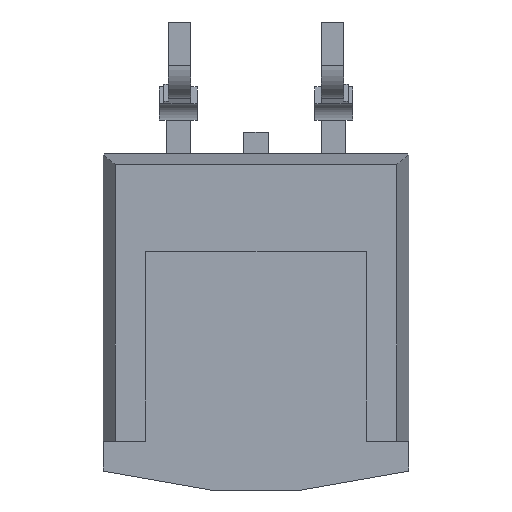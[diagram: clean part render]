
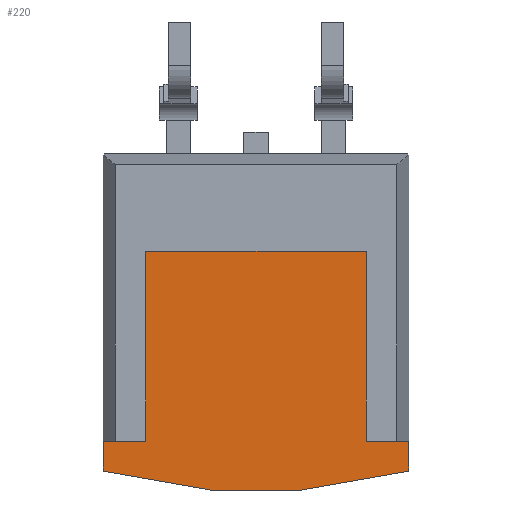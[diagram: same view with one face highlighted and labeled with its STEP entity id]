
A CAD part, front view. The second image highlights one B-rep face of the part: STEP entity #220.
In plain terms, the highlighted planar face has unit normal (0, -1, 0).
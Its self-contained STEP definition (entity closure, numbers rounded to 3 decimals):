
#18 = DIRECTION ( 'NONE',  ( 1., 0., 0. ) ) ;
#23 = ORIENTED_EDGE ( 'NONE', *, *, #1384, .F. ) ;
#126 = CARTESIAN_POINT ( 'NONE',  ( 3.6, 0., -6.053 ) ) ;
#186 = CARTESIAN_POINT ( 'NONE',  ( -3.6, 0., 0.15 ) ) ;
#203 = CARTESIAN_POINT ( 'NONE',  ( 5., 0., -7.033 ) ) ;
#220 = ADVANCED_FACE ( 'NONE', ( #1775 ), #879, .T. ) ;
#268 = EDGE_CURVE ( 'NONE', #1392, #1046, #2140, .T. ) ;
#275 = VECTOR ( 'NONE', #1453, 1000. ) ;
#324 = DIRECTION ( 'NONE',  ( -1., 0., 0. ) ) ;
#376 = VERTEX_POINT ( 'NONE', #1514 ) ;
#386 = LINE ( 'NONE', #1823, #975 ) ;
#401 = VERTEX_POINT ( 'NONE', #1743 ) ;
#526 = EDGE_CURVE ( 'NONE', #1294, #2383, #1057, .T. ) ;
#560 = CARTESIAN_POINT ( 'NONE',  ( 3.6, 0., 0.15 ) ) ;
#661 = VECTOR ( 'NONE', #1112, 1000. ) ;
#662 = LINE ( 'NONE', #1498, #1363 ) ;
#726 = CARTESIAN_POINT ( 'NONE',  ( -3.6, 0., 0.15 ) ) ;
#760 = ORIENTED_EDGE ( 'NONE', *, *, #1052, .F. ) ;
#800 = EDGE_CURVE ( 'NONE', #2180, #376, #386, .T. ) ;
#821 = ORIENTED_EDGE ( 'NONE', *, *, #1085, .T. ) ;
#879 = PLANE ( 'NONE',  #1839 ) ;
#912 = LINE ( 'NONE', #203, #2244 ) ;
#915 = CARTESIAN_POINT ( 'NONE',  ( 3.6, 0., 0.15 ) ) ;
#944 = DIRECTION ( 'NONE',  ( -1., 0., 0. ) ) ;
#948 = EDGE_CURVE ( 'NONE', #1046, #1850, #2034, .T. ) ;
#975 = VECTOR ( 'NONE', #1289, 1000. ) ;
#978 = LINE ( 'NONE', #560, #2223 ) ;
#1046 = VERTEX_POINT ( 'NONE', #1857 ) ;
#1047 = ORIENTED_EDGE ( 'NONE', *, *, #268, .F. ) ;
#1048 = VERTEX_POINT ( 'NONE', #726 ) ;
#1052 = EDGE_CURVE ( 'NONE', #2149, #1392, #912, .T. ) ;
#1057 = LINE ( 'NONE', #2007, #1949 ) ;
#1067 = LINE ( 'NONE', #1490, #2019 ) ;
#1085 = EDGE_CURVE ( 'NONE', #2149, #401, #662, .T. ) ;
#1111 = ORIENTED_EDGE ( 'NONE', *, *, #1824, .F. ) ;
#1112 = DIRECTION ( 'NONE',  ( 0., 0., 1. ) ) ;
#1126 = LINE ( 'NONE', #1449, #661 ) ;
#1127 = DIRECTION ( 'NONE',  ( -0.985, 0., -0.174 ) ) ;
#1189 = EDGE_LOOP ( 'NONE', ( #1047, #760, #821, #23, #1226, #2154, #1111, #1251, #2025, #2202 ) ) ;
#1226 = ORIENTED_EDGE ( 'NONE', *, *, #526, .F. ) ;
#1244 = VECTOR ( 'NONE', #944, 1000. ) ;
#1251 = ORIENTED_EDGE ( 'NONE', *, *, #800, .F. ) ;
#1289 = DIRECTION ( 'NONE',  ( 1., 0., 0. ) ) ;
#1294 = VERTEX_POINT ( 'NONE', #915 ) ;
#1296 = VECTOR ( 'NONE', #1378, 1000. ) ;
#1363 = VECTOR ( 'NONE', #1509, 1000. ) ;
#1378 = DIRECTION ( 'NONE',  ( -0.985, 0., 0.174 ) ) ;
#1384 = EDGE_CURVE ( 'NONE', #2383, #401, #1067, .T. ) ;
#1392 = VERTEX_POINT ( 'NONE', #1876 ) ;
#1449 = CARTESIAN_POINT ( 'NONE',  ( -5., 0., -6.053 ) ) ;
#1453 = DIRECTION ( 'NONE',  ( 0., 0., 1. ) ) ;
#1490 = CARTESIAN_POINT ( 'NONE',  ( 5., 0., -6.053 ) ) ;
#1498 = CARTESIAN_POINT ( 'NONE',  ( 5., 0., 0. ) ) ;
#1509 = DIRECTION ( 'NONE',  ( 0., 0., 1. ) ) ;
#1514 = CARTESIAN_POINT ( 'NONE',  ( -3.6, 0., -6.053 ) ) ;
#1658 = CARTESIAN_POINT ( 'NONE',  ( -5., 0., -6.053 ) ) ;
#1692 = DIRECTION ( 'NONE',  ( 1., 0., 0. ) ) ;
#1743 = CARTESIAN_POINT ( 'NONE',  ( 5., 0., -6.053 ) ) ;
#1775 = FACE_OUTER_BOUND ( 'NONE', #1189, .T. ) ;
#1823 = CARTESIAN_POINT ( 'NONE',  ( -3.6, 0., -6.053 ) ) ;
#1824 = EDGE_CURVE ( 'NONE', #376, #1048, #2281, .T. ) ;
#1839 = AXIS2_PLACEMENT_3D ( 'NONE', #2001, #2200, #324 ) ;
#1850 = VERTEX_POINT ( 'NONE', #2245 ) ;
#1857 = CARTESIAN_POINT ( 'NONE',  ( -1.5, 0., -7.65 ) ) ;
#1876 = CARTESIAN_POINT ( 'NONE',  ( 1.5, 0., -7.65 ) ) ;
#1949 = VECTOR ( 'NONE', #2197, 1000. ) ;
#2001 = CARTESIAN_POINT ( 'NONE',  ( 0., 0., 0. ) ) ;
#2007 = CARTESIAN_POINT ( 'NONE',  ( 3.6, 0., -6.053 ) ) ;
#2019 = VECTOR ( 'NONE', #1692, 1000. ) ;
#2025 = ORIENTED_EDGE ( 'NONE', *, *, #2237, .F. ) ;
#2034 = LINE ( 'NONE', #2332, #1296 ) ;
#2140 = LINE ( 'NONE', #2194, #1244 ) ;
#2149 = VERTEX_POINT ( 'NONE', #2367 ) ;
#2154 = ORIENTED_EDGE ( 'NONE', *, *, #2203, .F. ) ;
#2180 = VERTEX_POINT ( 'NONE', #1658 ) ;
#2194 = CARTESIAN_POINT ( 'NONE',  ( -1.5, 0., -7.65 ) ) ;
#2197 = DIRECTION ( 'NONE',  ( 0., 0., -1. ) ) ;
#2200 = DIRECTION ( 'NONE',  ( 0., -1., 0. ) ) ;
#2202 = ORIENTED_EDGE ( 'NONE', *, *, #948, .F. ) ;
#2203 = EDGE_CURVE ( 'NONE', #1048, #1294, #978, .T. ) ;
#2223 = VECTOR ( 'NONE', #18, 1000. ) ;
#2237 = EDGE_CURVE ( 'NONE', #1850, #2180, #1126, .T. ) ;
#2244 = VECTOR ( 'NONE', #1127, 1000. ) ;
#2245 = CARTESIAN_POINT ( 'NONE',  ( -5., 0., -7.033 ) ) ;
#2281 = LINE ( 'NONE', #186, #275 ) ;
#2332 = CARTESIAN_POINT ( 'NONE',  ( -5., 0., -7.033 ) ) ;
#2367 = CARTESIAN_POINT ( 'NONE',  ( 5., 0., -7.033 ) ) ;
#2383 = VERTEX_POINT ( 'NONE', #126 ) ;
